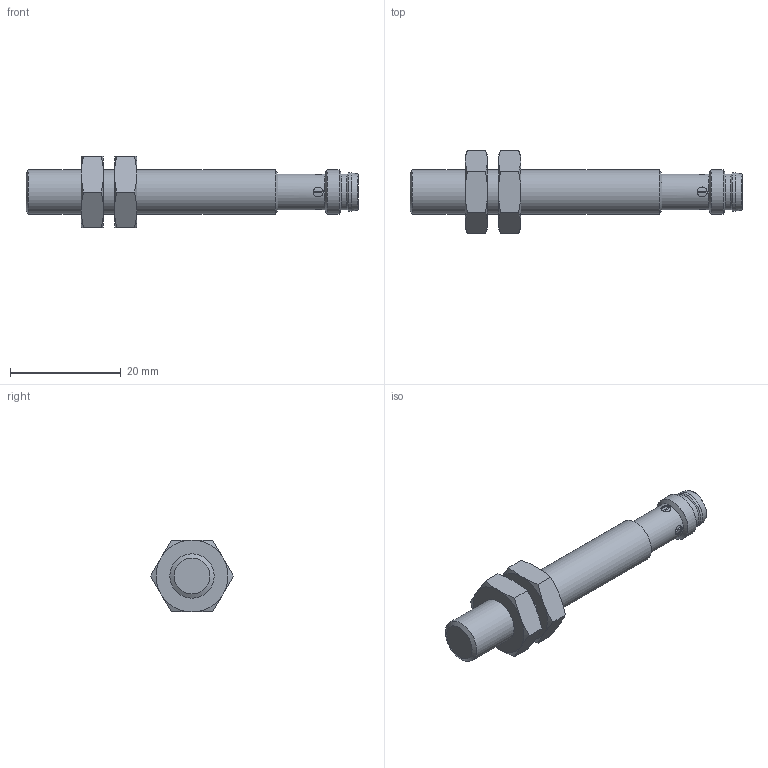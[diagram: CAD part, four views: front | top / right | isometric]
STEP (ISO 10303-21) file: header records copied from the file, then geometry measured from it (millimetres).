
FILE_DESCRIPTION(('FreeCAD Model'),'2;1');
FILE_NAME('LCS1-0803X-XCU3-AMS.stp','2020-05-05T17:44:44',( 'Author'),(''),'Open CASCADE STEP processor 7.3','FreeCAD','Unknown' );
FILE_SCHEMA(('AUTOMOTIVE_DESIGN { 1 0 10303 214 1 1 1 1 }'));
Length unit declared in the file: millimetre
Products named in the file (1): LCS1-0803X-XCU3-AMS
Bounding box: 60 x 15.01 x 13 mm (x, y, z)
Volume: 3437.9 mm3; surface area: 2226.2 mm2
Topology: 1 solids, 1 shells, 97 faces, 221 edges, 134 vertices
Faces by surface type: plane 39, cone 31, cylinder 23, sphere 3, torus 1
Full cylindrical faces by diameter (mm): 1 x3, 1.8 x4, 6 x1, 6.5 x2, 6.9 x1, 8 x4
Entity records: 8567 total; most frequent: CARTESIAN_POINT 4433, DIRECTION 678, ORIENTED_EDGE 436, PCURVE 436, DEFINITIONAL_REPRESENTATION 436, LINE 285, VECTOR 285, B_SPLINE_CURVE_WITH_KNOTS 233
